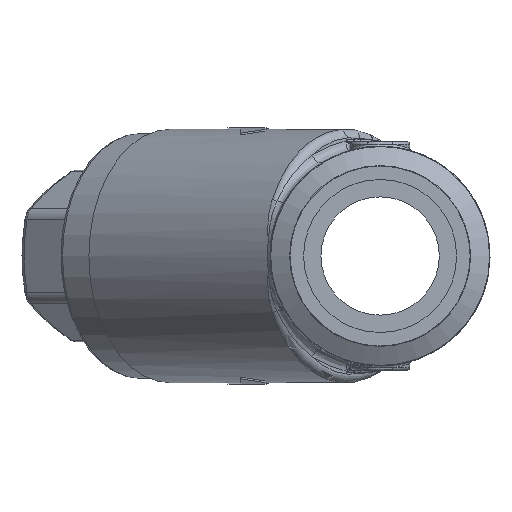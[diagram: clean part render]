
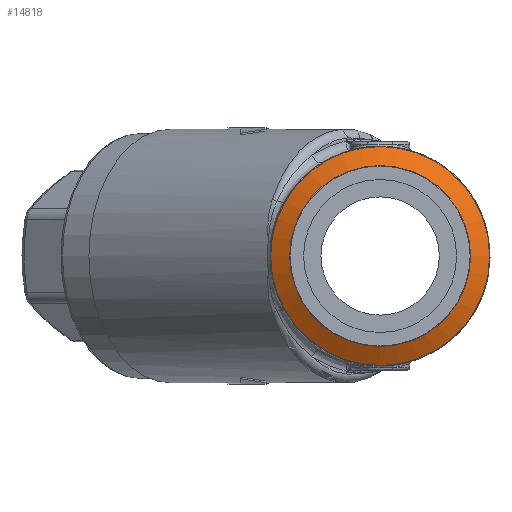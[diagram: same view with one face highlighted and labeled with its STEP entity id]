
A CAD part, left-side view. The second image highlights one B-rep face of the part: STEP entity #14818.
In plain terms, the highlighted conical face has half-angle 60 degrees and reference radius 13 mm.
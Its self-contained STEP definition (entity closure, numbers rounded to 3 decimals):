
#486 = EDGE_LOOP ( 'NONE', ( #27054 ) ) ;
#631 = CIRCLE ( 'NONE', #3729, 12.95 ) ;
#1770 = FACE_BOUND ( 'NONE', #486, .T. ) ;
#2057 = DIRECTION ( 'NONE',  ( 0., 0., 1. ) ) ;
#2915 = DIRECTION ( 'NONE',  ( 1., 0., 0. ) ) ;
#3729 = AXIS2_PLACEMENT_3D ( 'NONE', #21200, #15193, #2057 ) ;
#5807 = DIRECTION ( 'NONE',  ( 1., 0., 0. ) ) ;
#6129 = CARTESIAN_POINT ( 'NONE',  ( 10.029, 0., -10.7 ) ) ;
#10145 = CARTESIAN_POINT ( 'NONE',  ( 11.357, 0., 0. ) ) ;
#11995 = EDGE_LOOP ( 'NONE', ( #20735 ) ) ;
#14253 = CARTESIAN_POINT ( 'NONE',  ( 11.328, 0., 12.95 ) ) ;
#14328 = AXIS2_PLACEMENT_3D ( 'NONE', #10145, #5807, #14497 ) ;
#14497 = DIRECTION ( 'NONE',  ( 0., 0., -1. ) ) ;
#14723 = AXIS2_PLACEMENT_3D ( 'NONE', #17621, #2915, #21650 ) ;
#14818 = ADVANCED_FACE ( 'NONE', ( #24998, #1770 ), #17471, .T. ) ;
#15193 = DIRECTION ( 'NONE',  ( -1., 0., 0. ) ) ;
#17471 = CONICAL_SURFACE ( 'NONE', #14328, 13., 1.047 ) ;
#17621 = CARTESIAN_POINT ( 'NONE',  ( 10.029, 0., 0. ) ) ;
#18308 = CIRCLE ( 'NONE', #14723, 10.7 ) ;
#19418 = EDGE_CURVE ( 'NONE', #20558, #20558, #631, .T. ) ;
#20558 = VERTEX_POINT ( 'NONE', #14253 ) ;
#20735 = ORIENTED_EDGE ( 'NONE', *, *, #19418, .T. ) ;
#20825 = VERTEX_POINT ( 'NONE', #6129 ) ;
#21200 = CARTESIAN_POINT ( 'NONE',  ( 11.328, 0., 0. ) ) ;
#21290 = EDGE_CURVE ( 'NONE', #20825, #20825, #18308, .T. ) ;
#21650 = DIRECTION ( 'NONE',  ( 0., 0., -1. ) ) ;
#24998 = FACE_OUTER_BOUND ( 'NONE', #11995, .T. ) ;
#27054 = ORIENTED_EDGE ( 'NONE', *, *, #21290, .T. ) ;
